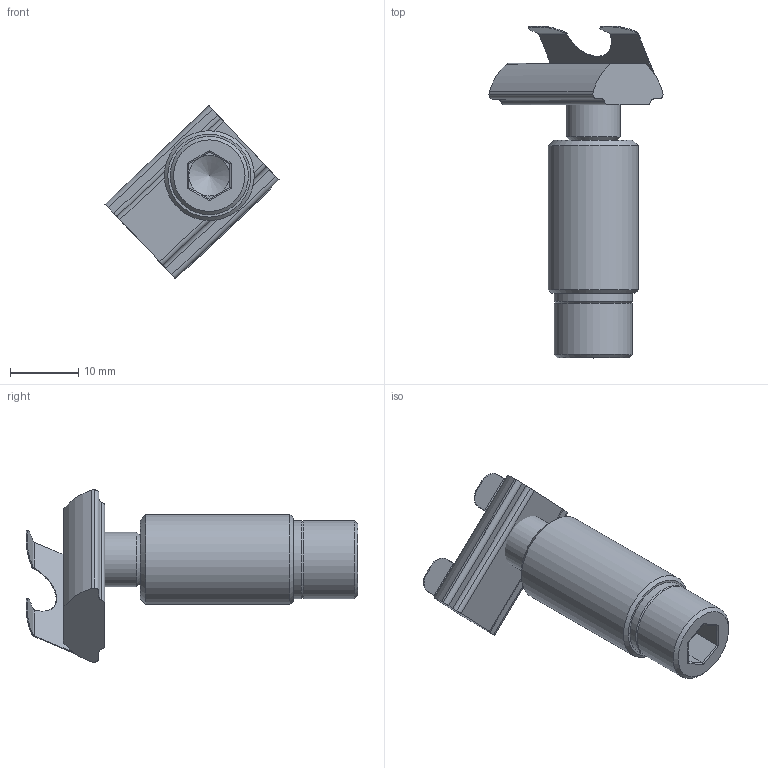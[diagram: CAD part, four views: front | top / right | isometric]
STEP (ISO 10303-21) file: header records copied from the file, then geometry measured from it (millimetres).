
FILE_DESCRIPTION(/* description */ (' T-Matic-Verbinder mit Nutenstein Profil 45x45L, 45x90LNut10'),/* implementation_level */ '2;1');
FILE_NAME(/* name */ 'Syskomp 412652000 T-Matic-Verbinder N10 für 45x45L und 45x90L.stp',/* time_stamp */ '2015-08-06T12:29:53+02:00',/* author */ ('mstrom'),/* organization */ (''),/* preprocessor_version */ 'ST-DEVELOPER v15.2',/* originating_system */ 'Autodesk Inventor 2014',/* authorisation */ '');
FILE_SCHEMA (('AUTOMOTIVE_DESIGN { 1 0 10303 214 3 1 1 }'));
Length unit declared in the file: millimetre
Products named in the file (1): 412652000 T-Matic-Verbinder N10 für 45x45L und 45x9
0L
Bounding box: 25.56 x 48.76 x 25.33 mm (x, y, z)
Volume: 5418.4 mm3; surface area: 4515.1 mm2
Topology: 4 solids, 4 shells, 100 faces, 252 edges, 161 vertices
Faces by surface type: plane 46, cylinder 42, cone 9, bspline 3
Full cylindrical faces by diameter (mm): 6.647 x1, 7 x1, 8 x1, 8.3 x1, 11.5 x2, 13.2 x1
Entity records: 3235 total; most frequent: CARTESIAN_POINT 840, DIRECTION 516, ORIENTED_EDGE 458, EDGE_CURVE 229, AXIS2_PLACEMENT_3D 200, VERTEX_POINT 154, EDGE_LOOP 121, LINE 116
